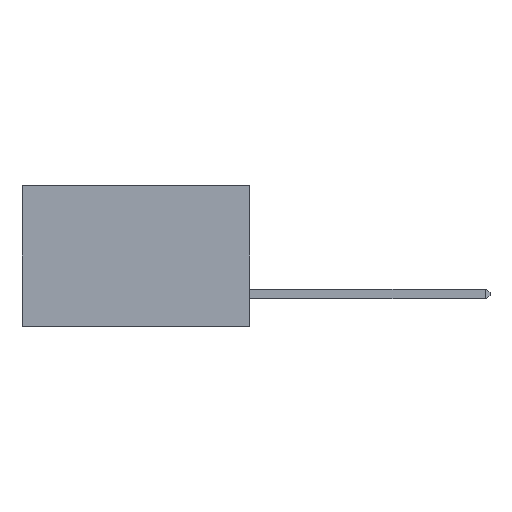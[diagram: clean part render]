
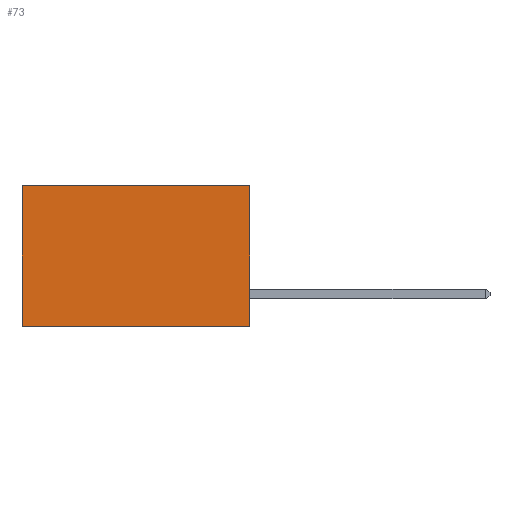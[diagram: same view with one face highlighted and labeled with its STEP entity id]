
A CAD part, left-side view. The second image highlights one B-rep face of the part: STEP entity #73.
In plain terms, the highlighted planar face has unit normal (-1, 0, 0).
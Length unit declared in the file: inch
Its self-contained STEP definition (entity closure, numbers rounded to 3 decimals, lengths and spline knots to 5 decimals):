
#33 = AXIS2_PLACEMENT_3D ( 'NONE', #9571, #1128, #3704 ) ;
#73 = ADVANCED_FACE ( 'NONE', ( #4006 ), #1218, .F. ) ;
#593 = VECTOR ( 'NONE', #9193, 39.37008 ) ;
#716 = DIRECTION ( 'NONE',  ( 0., 1., 0. ) ) ;
#922 = CARTESIAN_POINT ( 'NONE',  ( 0.2875, 0.6, 0. ) ) ;
#937 = ORIENTED_EDGE ( 'NONE', *, *, #1615, .T. ) ;
#1020 = EDGE_CURVE ( 'NONE', #2834, #6501, #3054, .T. ) ;
#1128 = DIRECTION ( 'NONE',  ( 1., 0., 0. ) ) ;
#1218 = PLANE ( 'NONE',  #33 ) ;
#1615 = EDGE_CURVE ( 'NONE', #3041, #5562, #9224, .T. ) ;
#1869 = CARTESIAN_POINT ( 'NONE',  ( 0.2875, 0.6, 0. ) ) ;
#2834 = VERTEX_POINT ( 'NONE', #8985 ) ;
#3041 = VERTEX_POINT ( 'NONE', #4312 ) ;
#3054 = LINE ( 'NONE', #9675, #593 ) ;
#3210 = VECTOR ( 'NONE', #6507, 39.37008 ) ;
#3236 = EDGE_CURVE ( 'NONE', #3041, #2834, #9278, .T. ) ;
#3704 = DIRECTION ( 'NONE',  ( 0., 0., -1. ) ) ;
#3744 = CARTESIAN_POINT ( 'NONE',  ( 0.2875, 0., 0. ) ) ;
#3771 = ORIENTED_EDGE ( 'NONE', *, *, #1020, .F. ) ;
#4006 = FACE_OUTER_BOUND ( 'NONE', #8707, .T. ) ;
#4312 = CARTESIAN_POINT ( 'NONE',  ( 0.2875, 0., 0. ) ) ;
#5562 = VERTEX_POINT ( 'NONE', #1869 ) ;
#5632 = CARTESIAN_POINT ( 'NONE',  ( 0.2875, 0.6, -0.37 ) ) ;
#6184 = DIRECTION ( 'NONE',  ( 0., 0., -1. ) ) ;
#6501 = VERTEX_POINT ( 'NONE', #5632 ) ;
#6507 = DIRECTION ( 'NONE',  ( 0., 0., -1. ) ) ;
#7430 = VECTOR ( 'NONE', #6184, 39.37008 ) ;
#7579 = VECTOR ( 'NONE', #716, 39.37008 ) ;
#7858 = ORIENTED_EDGE ( 'NONE', *, *, #8308, .T. ) ;
#8042 = CARTESIAN_POINT ( 'NONE',  ( 0.2875, 0., 0. ) ) ;
#8308 = EDGE_CURVE ( 'NONE', #5562, #6501, #8806, .T. ) ;
#8495 = ORIENTED_EDGE ( 'NONE', *, *, #3236, .F. ) ;
#8707 = EDGE_LOOP ( 'NONE', ( #7858, #3771, #8495, #937 ) ) ;
#8806 = LINE ( 'NONE', #922, #3210 ) ;
#8985 = CARTESIAN_POINT ( 'NONE',  ( 0.2875, 0., -0.37 ) ) ;
#9193 = DIRECTION ( 'NONE',  ( 0., 1., 0. ) ) ;
#9224 = LINE ( 'NONE', #8042, #7579 ) ;
#9278 = LINE ( 'NONE', #3744, #7430 ) ;
#9571 = CARTESIAN_POINT ( 'NONE',  ( 0.2875, 0., 0. ) ) ;
#9675 = CARTESIAN_POINT ( 'NONE',  ( 0.2875, 0., -0.37 ) ) ;
